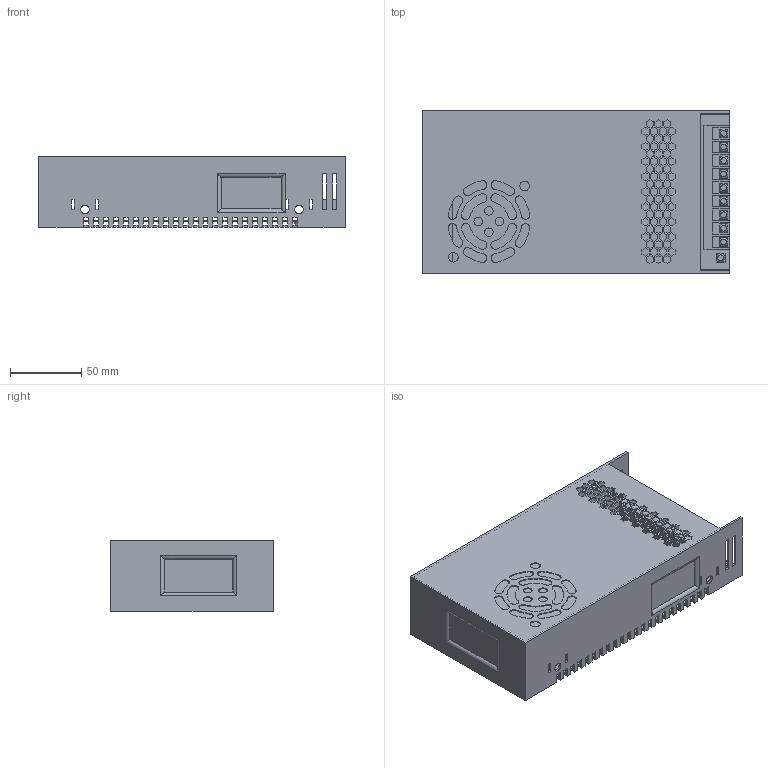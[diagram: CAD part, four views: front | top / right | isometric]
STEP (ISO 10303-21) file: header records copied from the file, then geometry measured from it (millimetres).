
FILE_DESCRIPTION (( 'STEP AP214' ), '1' );
FILE_NAME ('F635A-9.5-9P.STEP', '2025-02-24T07:54:36', ( '' ), ( '' ), 'SwSTEP 2.0', 'SolidWorks 2020', '' );
FILE_SCHEMA (( 'AUTOMOTIVE_DESIGN' ));
Length unit declared in the file: millimetre
Products named in the file (1): F635A-9.5-9P
Bounding box: 215 x 114.1 x 49.5 mm (x, y, z)
Volume: 122745.1 mm3; surface area: 184058.9 mm2
Topology: 1 solids, 1 shells, 915 faces, 2903 edges, 1928 vertices
Faces by surface type: plane 755, cylinder 140, torus 20
Entity records: 32311 total; most frequent: ORIENTED_EDGE 5806, CARTESIAN_POINT 5795, DIRECTION 5007, EDGE_CURVE 2903, LINE 2599, VECTOR 2599, VERTEX_POINT 1928, AXIS2_PLACEMENT_3D 1204
